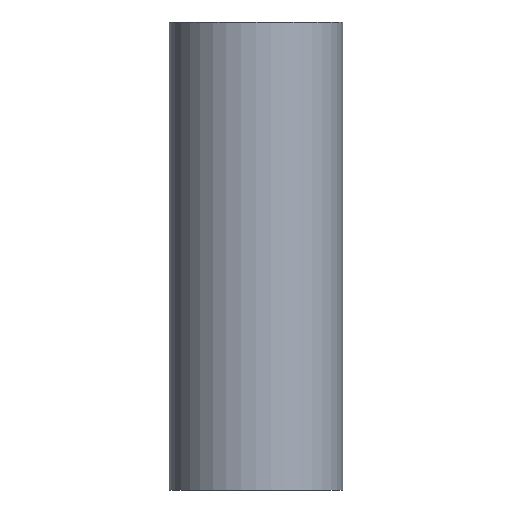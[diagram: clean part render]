
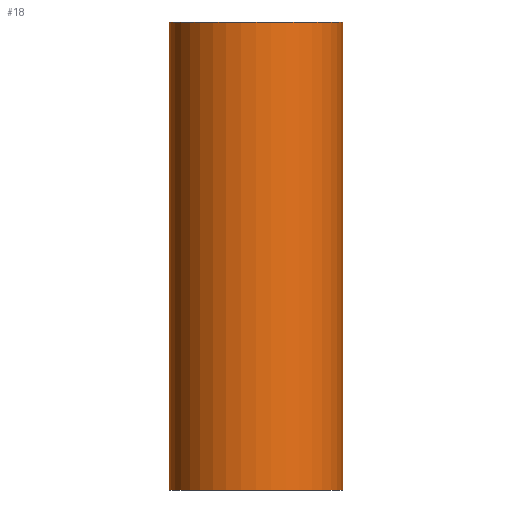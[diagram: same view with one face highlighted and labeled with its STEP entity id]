
A CAD part, front view. The second image highlights one B-rep face of the part: STEP entity #18.
In plain terms, the highlighted cylindrical face has radius 9.25 mm (diameter 18.5 mm), a partial arc.
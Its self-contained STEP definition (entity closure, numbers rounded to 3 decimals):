
#2 = DIRECTION ( 'NONE',  ( 1., 0., 0. ) ) ;
#3 = DIRECTION ( 'NONE',  ( 0., 0., 1. ) ) ;
#13 = EDGE_CURVE ( 'NONE', #129, #108, #36, .T. ) ;
#18 = ADVANCED_FACE ( 'NONE', ( #145 ), #152, .T. ) ;
#19 = EDGE_LOOP ( 'NONE', ( #20, #21, #22, #23 ) ) ;
#20 = ORIENTED_EDGE ( 'NONE', *, *, #26, .F. ) ;
#21 = ORIENTED_EDGE ( 'NONE', *, *, #13, .T. ) ;
#22 = ORIENTED_EDGE ( 'NONE', *, *, #56, .T. ) ;
#23 = ORIENTED_EDGE ( 'NONE', *, *, #106, .F. ) ;
#26 = EDGE_CURVE ( 'NONE', #129, #113, #159, .T. ) ;
#29 = VERTEX_POINT ( 'NONE', #168 ) ;
#34 = CARTESIAN_POINT ( 'NONE',  ( 0., 0., -50. ) ) ;
#35 = AXIS2_PLACEMENT_3D ( 'NONE', #34, #3, #2 ) ;
#36 = CIRCLE ( 'NONE', #35, 9.25 ) ;
#56 = EDGE_CURVE ( 'NONE', #108, #29, #170, .T. ) ;
#106 = EDGE_CURVE ( 'NONE', #113, #29, #311, .T. ) ;
#108 = VERTEX_POINT ( 'NONE', #237 ) ;
#113 = VERTEX_POINT ( 'NONE', #231 ) ;
#129 = VERTEX_POINT ( 'NONE', #248 ) ;
#145 = FACE_OUTER_BOUND ( 'NONE', #19, .T. ) ;
#146 = DIRECTION ( 'NONE',  ( 1., 0., 0. ) ) ;
#147 = DIRECTION ( 'NONE',  ( 0., 0., 1. ) ) ;
#148 = CARTESIAN_POINT ( 'NONE',  ( 0., 0., 0. ) ) ;
#151 = AXIS2_PLACEMENT_3D ( 'NONE', #148, #147, #146 ) ;
#152 = CYLINDRICAL_SURFACE ( 'NONE', #151, 9.25 ) ;
#156 = DIRECTION ( 'NONE',  ( 0., 0., 1. ) ) ;
#157 = VECTOR ( 'NONE', #156, 1000. ) ;
#158 = CARTESIAN_POINT ( 'NONE',  ( -9.25, 0., 0. ) ) ;
#159 = LINE ( 'NONE', #158, #157 ) ;
#168 = CARTESIAN_POINT ( 'NONE',  ( 9.25, 0., 0. ) ) ;
#169 = CARTESIAN_POINT ( 'NONE',  ( 9.25, 0., 0. ) ) ;
#170 = LINE ( 'NONE', #169, #174 ) ;
#174 = VECTOR ( 'NONE', #176, 1000. ) ;
#176 = DIRECTION ( 'NONE',  ( 0., 0., 1. ) ) ;
#231 = CARTESIAN_POINT ( 'NONE',  ( -9.25, 0., 0. ) ) ;
#237 = CARTESIAN_POINT ( 'NONE',  ( 9.25, 0., -50. ) ) ;
#248 = CARTESIAN_POINT ( 'NONE',  ( -9.25, 0., -50. ) ) ;
#307 = DIRECTION ( 'NONE',  ( 1., 0., 0. ) ) ;
#308 = DIRECTION ( 'NONE',  ( 0., 0., 1. ) ) ;
#309 = CARTESIAN_POINT ( 'NONE',  ( 0., 0., 0. ) ) ;
#310 = AXIS2_PLACEMENT_3D ( 'NONE', #309, #308, #307 ) ;
#311 = CIRCLE ( 'NONE', #310, 9.25 ) ;
